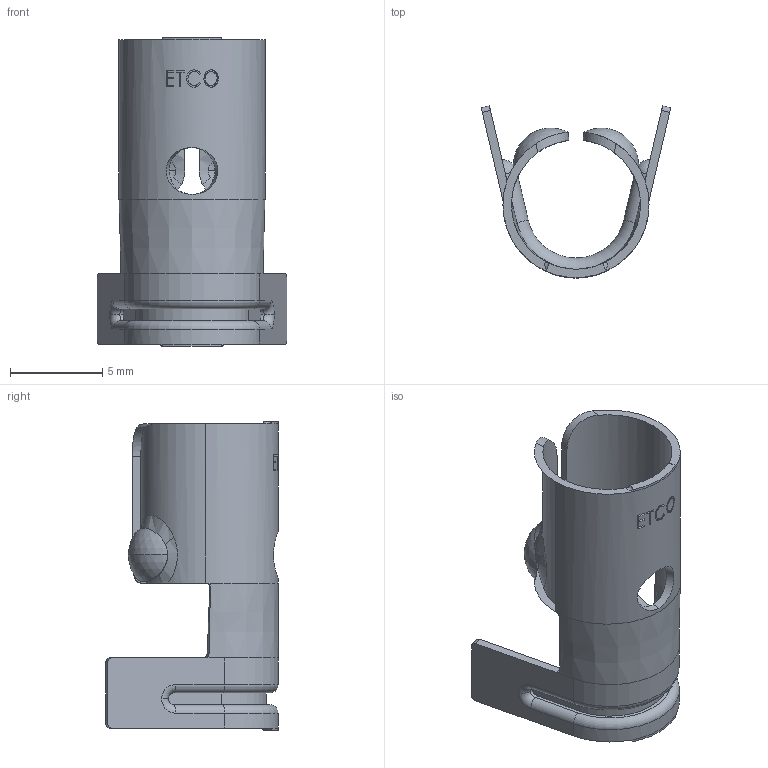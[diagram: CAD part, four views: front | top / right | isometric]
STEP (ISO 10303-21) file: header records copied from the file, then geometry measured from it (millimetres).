
FILE_DESCRIPTION (( 'STEP AP203' ), '1' );
FILE_NAME ('DT124.STEP', '2023-03-08T14:45:43', ( '' ), ( '' ), 'SwSTEP 2.0', 'SolidWorks 2022', '' );
FILE_SCHEMA (( 'CONFIG_CONTROL_DESIGN' ));
Length unit declared in the file: inch
Products named in the file (1): DT124
Bounding box: 10.29 x 9.35 x 16.76 mm (x, y, z)
Volume: 150.3 mm3; surface area: 716.1 mm2
Topology: 1 solids, 1 shells, 148 faces, 412 edges, 268 vertices
Faces by surface type: plane 48, bspline 43, cylinder 37, torus 12, sphere 8
Entity records: 7733 total; most frequent: CARTESIAN_POINT 4239, ORIENTED_EDGE 818, DIRECTION 568, EDGE_CURVE 409, VERTEX_POINT 268, AXIS2_PLACEMENT_3D 223, B_SPLINE_CURVE_WITH_KNOTS 170, EDGE_LOOP 155
